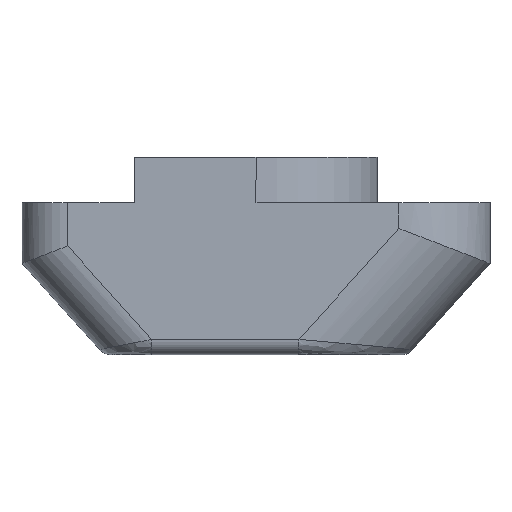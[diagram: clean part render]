
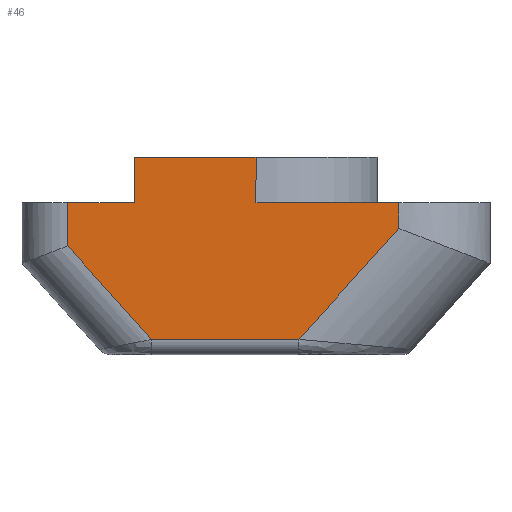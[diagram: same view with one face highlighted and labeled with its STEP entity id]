
A CAD part, top view. The second image highlights one B-rep face of the part: STEP entity #46.
In plain terms, the highlighted planar face has unit normal (0, 0, 1).
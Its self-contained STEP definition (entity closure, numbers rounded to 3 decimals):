
#11 = CARTESIAN_POINT ( 'NONE',  ( -4., 1.5, 4. ) ) ;
#15 = LINE ( 'NONE', #307, #61 ) ;
#33 = CARTESIAN_POINT ( 'NONE',  ( -6.2, 0., 4. ) ) ;
#46 = ADVANCED_FACE ( 'NONE', ( #398 ), #292, .F. ) ;
#61 = VECTOR ( 'NONE', #1249, 1000. ) ;
#62 = VECTOR ( 'NONE', #761, 1000. ) ;
#68 = DIRECTION ( 'NONE',  ( -1., 0., 0. ) ) ;
#128 = CARTESIAN_POINT ( 'NONE',  ( -7.7, 0., 4. ) ) ;
#130 = LINE ( 'NONE', #703, #730 ) ;
#154 = LINE ( 'NONE', #1114, #448 ) ;
#175 = EDGE_CURVE ( 'NONE', #744, #455, #949, .T. ) ;
#213 = CARTESIAN_POINT ( 'NONE',  ( -4.134, -3.72, 4. ) ) ;
#225 = CARTESIAN_POINT ( 'NONE',  ( -4., 0., 4. ) ) ;
#232 = DIRECTION ( 'NONE',  ( 1., 0., 0. ) ) ;
#264 = VERTEX_POINT ( 'NONE', #895 ) ;
#269 = CARTESIAN_POINT ( 'NONE',  ( -4., 1.5, 4. ) ) ;
#276 = DIRECTION ( 'NONE',  ( 0., 0., -1. ) ) ;
#292 = PLANE ( 'NONE',  #605 ) ;
#294 = EDGE_CURVE ( 'NONE', #744, #347, #130, .T. ) ;
#299 = EDGE_CURVE ( 'NONE', #264, #577, #530, .T. ) ;
#307 = CARTESIAN_POINT ( 'NONE',  ( -6.2, 0., 4. ) ) ;
#314 = LINE ( 'NONE', #615, #1153 ) ;
#342 = LINE ( 'NONE', #811, #1073 ) ;
#347 = VERTEX_POINT ( 'NONE', #964 ) ;
#390 = EDGE_CURVE ( 'NONE', #865, #264, #15, .T. ) ;
#398 = FACE_OUTER_BOUND ( 'NONE', #936, .T. ) ;
#419 = DIRECTION ( 'NONE',  ( 0., -1., 0. ) ) ;
#448 = VECTOR ( 'NONE', #943, 1000. ) ;
#455 = VERTEX_POINT ( 'NONE', #225 ) ;
#472 = EDGE_CURVE ( 'NONE', #1103, #760, #342, .T. ) ;
#473 = ORIENTED_EDGE ( 'NONE', *, *, #861, .T. ) ;
#488 = VECTOR ( 'NONE', #1149, 1000. ) ;
#530 = LINE ( 'NONE', #213, #1051 ) ;
#577 = VERTEX_POINT ( 'NONE', #787 ) ;
#605 = AXIS2_PLACEMENT_3D ( 'NONE', #1063, #276, #840 ) ;
#615 = CARTESIAN_POINT ( 'NONE',  ( 0., 1.5, 4. ) ) ;
#634 = ORIENTED_EDGE ( 'NONE', *, *, #1206, .T. ) ;
#642 = CARTESIAN_POINT ( 'NONE',  ( -7.7, 0., 4. ) ) ;
#651 = ORIENTED_EDGE ( 'NONE', *, *, #294, .F. ) ;
#675 = LINE ( 'NONE', #1050, #488 ) ;
#703 = CARTESIAN_POINT ( 'NONE',  ( 0., 1.5, 4. ) ) ;
#708 = DIRECTION ( 'NONE',  ( 0.669, -0.743, 0. ) ) ;
#726 = ORIENTED_EDGE ( 'NONE', *, *, #390, .T. ) ;
#730 = VECTOR ( 'NONE', #232, 1000. ) ;
#736 = EDGE_CURVE ( 'NONE', #455, #865, #745, .T. ) ;
#744 = VERTEX_POINT ( 'NONE', #269 ) ;
#745 = LINE ( 'NONE', #642, #1201 ) ;
#760 = VERTEX_POINT ( 'NONE', #830 ) ;
#761 = DIRECTION ( 'NONE',  ( -1., 0., 0. ) ) ;
#787 = CARTESIAN_POINT ( 'NONE',  ( -3.432, -4.5, 4. ) ) ;
#793 = VECTOR ( 'NONE', #419, 1000. ) ;
#799 = ORIENTED_EDGE ( 'NONE', *, *, #299, .T. ) ;
#804 = EDGE_CURVE ( 'NONE', #347, #1028, #314, .T. ) ;
#811 = CARTESIAN_POINT ( 'NONE',  ( 4.7, 0., 4. ) ) ;
#820 = ORIENTED_EDGE ( 'NONE', *, *, #175, .T. ) ;
#827 = ORIENTED_EDGE ( 'NONE', *, *, #472, .T. ) ;
#830 = CARTESIAN_POINT ( 'NONE',  ( 4.7, 0., 4. ) ) ;
#840 = DIRECTION ( 'NONE',  ( -1., 0., 0. ) ) ;
#861 = EDGE_CURVE ( 'NONE', #760, #1028, #986, .T. ) ;
#863 = ORIENTED_EDGE ( 'NONE', *, *, #804, .F. ) ;
#865 = VERTEX_POINT ( 'NONE', #33 ) ;
#895 = CARTESIAN_POINT ( 'NONE',  ( -6.2, -1.424, 4. ) ) ;
#936 = EDGE_LOOP ( 'NONE', ( #799, #634, #1011, #827, #473, #863, #651, #820, #1144, #726 ) ) ;
#943 = DIRECTION ( 'NONE',  ( 0.669, 0.743, 0. ) ) ;
#949 = LINE ( 'NONE', #11, #793 ) ;
#964 = CARTESIAN_POINT ( 'NONE',  ( 0., 1.5, 4. ) ) ;
#986 = LINE ( 'NONE', #128, #62 ) ;
#1011 = ORIENTED_EDGE ( 'NONE', *, *, #1047, .T. ) ;
#1028 = VERTEX_POINT ( 'NONE', #1043 ) ;
#1043 = CARTESIAN_POINT ( 'NONE',  ( 0., 0., 4. ) ) ;
#1047 = EDGE_CURVE ( 'NONE', #1086, #1103, #154, .T. ) ;
#1050 = CARTESIAN_POINT ( 'NONE',  ( 0., -4.5, 4. ) ) ;
#1051 = VECTOR ( 'NONE', #708, 1000. ) ;
#1063 = CARTESIAN_POINT ( 'NONE',  ( 0., 0., 4. ) ) ;
#1073 = VECTOR ( 'NONE', #1081, 1000. ) ;
#1081 = DIRECTION ( 'NONE',  ( 0., 1., 0. ) ) ;
#1086 = VERTEX_POINT ( 'NONE', #1225 ) ;
#1103 = VERTEX_POINT ( 'NONE', #1158 ) ;
#1114 = CARTESIAN_POINT ( 'NONE',  ( 3.019, -2.717, 4. ) ) ;
#1144 = ORIENTED_EDGE ( 'NONE', *, *, #736, .T. ) ;
#1149 = DIRECTION ( 'NONE',  ( 1., 0., 0. ) ) ;
#1153 = VECTOR ( 'NONE', #1169, 1000. ) ;
#1158 = CARTESIAN_POINT ( 'NONE',  ( 4.7, -0.849, 4. ) ) ;
#1169 = DIRECTION ( 'NONE',  ( 0., -1., 0. ) ) ;
#1201 = VECTOR ( 'NONE', #68, 1000. ) ;
#1206 = EDGE_CURVE ( 'NONE', #577, #1086, #675, .T. ) ;
#1225 = CARTESIAN_POINT ( 'NONE',  ( 1.414, -4.5, 4. ) ) ;
#1249 = DIRECTION ( 'NONE',  ( 0., -1., 0. ) ) ;
